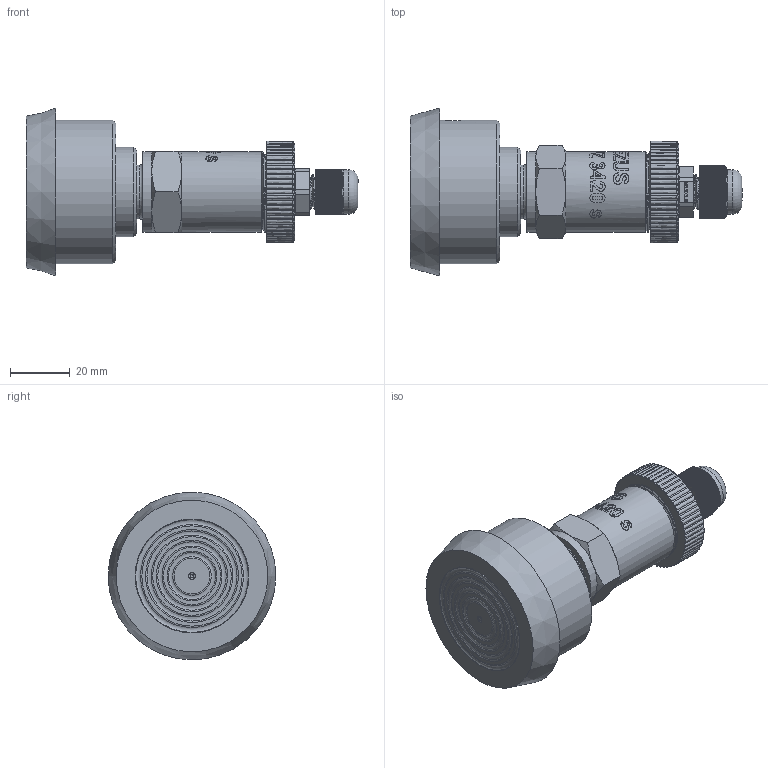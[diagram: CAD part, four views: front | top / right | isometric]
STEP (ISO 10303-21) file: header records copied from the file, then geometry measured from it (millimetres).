
FILE_DESCRIPTION(/* description */ (''),/* implementation_level */ '2;1');
FILE_NAME(/* name */ 'APZ3420s_TapperDN40_2.step',/* time_stamp */ '2021-07-08T14:13:27+03:00',/* author */ (''),/* organization */ (''),/* preprocessor_version */ 'ST-DEVELOPER v18.1',/* originating_system */ 'Autodesk Translation Framework v10.9.0.1377',/* authorisation */ '');
FILE_SCHEMA (('AUTOMOTIVE_DESIGN { 1 0 10303 214 3 1 1 }'));
Products named in the file (9): АПЗ 3420S заполненная; OMAL nut M27x1.5; Ш100.000.001; M12x1.5 Cable gland; Cable gland; Rubber gasket; M12 Domed nut; G1\2EN; Tapper socket DN40 diaphragm 38 v5
Assembly tree (8 placements, depth 3):
  АПЗ 3420S заполненная
    OMAL nut M27x1.5
    Ш100.000.001
    M12x1.5 Cable gland
      Cable gland
      Rubber gasket
      M12 Domed nut
    G1\2EN
    Tapper socket DN40 diaphragm 38 v5
Bounding box: 110.83 x 56 x 56 mm (x, y, z)
Volume: 96800.8 mm3; surface area: 29921.3 mm2
Topology: 8 solids, 8 shells, 2780 faces, 8099 edges, 5396 vertices
Faces by surface type: plane 1505, cylinder 794, bspline 433, cone 32, torus 15, sphere 1
Full cylindrical faces by diameter (mm): 1 x6, 2 x1, 3 x1, 3.3 x1, 5 x1, 6 x3, 7 x1, 7.5 x1, 8 x1, 9.976 x5, 10 x6, 10.376 x4, 10.526 x3, 11.6 x4, 12 x5, 12.203 x3, 12.6 x1, 15 x1, 16.7 x1, 17 x1, 17.5 x1, 18 x1, 18.631 x7, 20.955 x7, 21.4 x2, 22 x1, 22.3 x1, 22.4 x1, 24.5 x1, 25.132 x4
Entity records: 123815 total; most frequent: CARTESIAN_POINT 53634, ORIENTED_EDGE 16192, DIRECTION 12590, EDGE_CURVE 8096, VERTEX_POINT 5395, LINE 4344, VECTOR 4344, AXIS2_PLACEMENT_3D 4123
